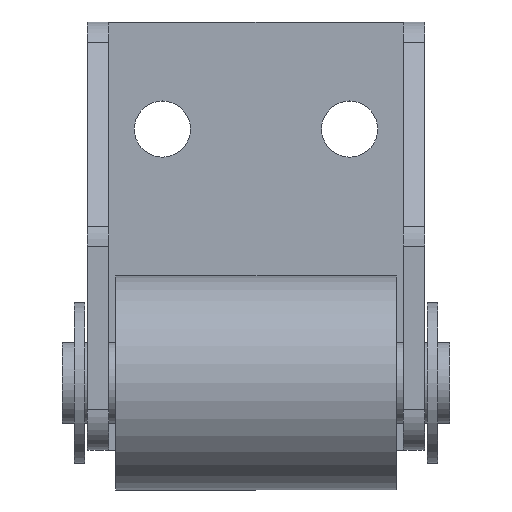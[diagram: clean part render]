
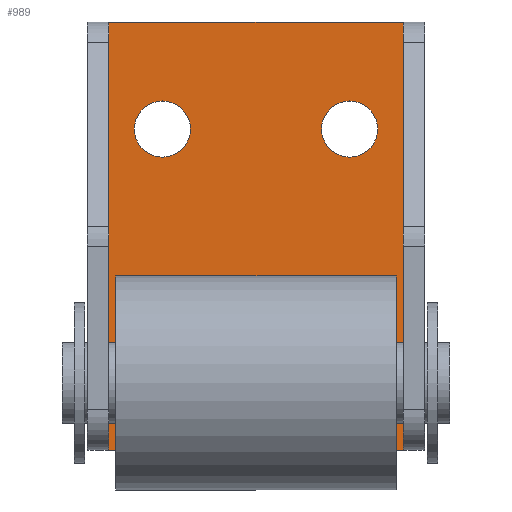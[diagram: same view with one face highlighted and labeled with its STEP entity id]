
A CAD part, top view. The second image highlights one B-rep face of the part: STEP entity #989.
In plain terms, the highlighted planar face has unit normal (0, 0, 1).
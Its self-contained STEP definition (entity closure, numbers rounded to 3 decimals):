
#202 = EDGE_LOOP ( 'NONE', ( #1284, #1337, #1338, #1258 ) ) ;
#203 = EDGE_LOOP ( 'NONE', ( #1283, #1336 ) ) ;
#204 = EDGE_LOOP ( 'NONE', ( #1282, #1268 ) ) ;
#318 = AXIS2_PLACEMENT_3D ( 'NONE', #1626, #1627, #1628 ) ;
#463 = VECTOR ( 'NONE', #1597, 1000. ) ;
#481 = VECTOR ( 'NONE', #1889, 1000. ) ;
#491 = AXIS2_PLACEMENT_3D ( 'NONE', #1914, #1915, #1916 ) ;
#492 = FACE_OUTER_BOUND ( 'NONE', #202, .T. ) ;
#522 = AXIS2_PLACEMENT_3D ( 'NONE', #1883, #1884, #1885 ) ;
#562 = VECTOR ( 'NONE', #1749, 1000. ) ;
#588 = AXIS2_PLACEMENT_3D ( 'NONE', #1699, #1700, #1701 ) ;
#609 = VECTOR ( 'NONE', #1638, 1000. ) ;
#701 = FACE_BOUND ( 'NONE', #204, .T. ) ;
#705 = AXIS2_PLACEMENT_3D ( 'NONE', #1997, #1998, #1999 ) ;
#708 = FACE_BOUND ( 'NONE', #203, .T. ) ;
#752 = EDGE_CURVE ( 'NONE', #1206, #1197, #1595, .T. ) ;
#768 = EDGE_CURVE ( 'NONE', #1212, #1203, #947, .T. ) ;
#772 = EDGE_CURVE ( 'NONE', #1184, #1206, #1636, .T. ) ;
#806 = EDGE_CURVE ( 'NONE', #1244, #1215, #1041, .T. ) ;
#825 = CIRCLE ( 'NONE', #491, 2.1 ) ;
#830 = CIRCLE ( 'NONE', #522, 2.1 ) ;
#831 = EDGE_CURVE ( 'NONE', #1184, #1217, #1747, .T. ) ;
#908 = EDGE_CURVE ( 'NONE', #1203, #1212, #830, .T. ) ;
#909 = EDGE_CURVE ( 'NONE', #1217, #1197, #1887, .T. ) ;
#925 = EDGE_CURVE ( 'NONE', #1215, #1244, #825, .T. ) ;
#947 = CIRCLE ( 'NONE', #318, 2.1 ) ;
#989 = ADVANCED_FACE ( 'NONE', ( #701, #708, #492 ), #1996, .F. ) ;
#1041 = CIRCLE ( 'NONE', #588, 2.1 ) ;
#1184 = VERTEX_POINT ( 'NONE', #2084 ) ;
#1197 = VERTEX_POINT ( 'NONE', #2097 ) ;
#1203 = VERTEX_POINT ( 'NONE', #2103 ) ;
#1206 = VERTEX_POINT ( 'NONE', #2106 ) ;
#1212 = VERTEX_POINT ( 'NONE', #2112 ) ;
#1215 = VERTEX_POINT ( 'NONE', #2115 ) ;
#1217 = VERTEX_POINT ( 'NONE', #2117 ) ;
#1244 = VERTEX_POINT ( 'NONE', #2144 ) ;
#1258 = ORIENTED_EDGE ( 'NONE', *, *, #831, .T. ) ;
#1268 = ORIENTED_EDGE ( 'NONE', *, *, #925, .F. ) ;
#1282 = ORIENTED_EDGE ( 'NONE', *, *, #806, .F. ) ;
#1283 = ORIENTED_EDGE ( 'NONE', *, *, #908, .F. ) ;
#1284 = ORIENTED_EDGE ( 'NONE', *, *, #909, .T. ) ;
#1336 = ORIENTED_EDGE ( 'NONE', *, *, #768, .F. ) ;
#1337 = ORIENTED_EDGE ( 'NONE', *, *, #752, .F. ) ;
#1338 = ORIENTED_EDGE ( 'NONE', *, *, #772, .F. ) ;
#1595 = LINE ( 'NONE', #1596, #463 ) ;
#1596 = CARTESIAN_POINT ( 'NONE',  ( 11., 27., -9. ) ) ;
#1597 = DIRECTION ( 'NONE',  ( 0., -1., 0. ) ) ;
#1626 = CARTESIAN_POINT ( 'NONE',  ( -7., 19., -9. ) ) ;
#1627 = DIRECTION ( 'NONE',  ( 0., 0., 1. ) ) ;
#1628 = DIRECTION ( 'NONE',  ( 1., 0., 0. ) ) ;
#1636 = LINE ( 'NONE', #1637, #609 ) ;
#1637 = CARTESIAN_POINT ( 'NONE',  ( 11., 27., -9. ) ) ;
#1638 = DIRECTION ( 'NONE',  ( 1., 0., 0. ) ) ;
#1699 = CARTESIAN_POINT ( 'NONE',  ( 7., 19., -9. ) ) ;
#1700 = DIRECTION ( 'NONE',  ( 0., 0., 1. ) ) ;
#1701 = DIRECTION ( 'NONE',  ( 1., 0., 0. ) ) ;
#1747 = LINE ( 'NONE', #1748, #562 ) ;
#1748 = CARTESIAN_POINT ( 'NONE',  ( -11., 27., -9. ) ) ;
#1749 = DIRECTION ( 'NONE',  ( 0., -1., 0. ) ) ;
#1883 = CARTESIAN_POINT ( 'NONE',  ( -7., 19., -9. ) ) ;
#1884 = DIRECTION ( 'NONE',  ( 0., 0., 1. ) ) ;
#1885 = DIRECTION ( 'NONE',  ( 1., 0., 0. ) ) ;
#1887 = LINE ( 'NONE', #1888, #481 ) ;
#1888 = CARTESIAN_POINT ( 'NONE',  ( 11., -5., -9. ) ) ;
#1889 = DIRECTION ( 'NONE',  ( 1., 0., 0. ) ) ;
#1914 = CARTESIAN_POINT ( 'NONE',  ( 7., 19., -9. ) ) ;
#1915 = DIRECTION ( 'NONE',  ( 0., 0., 1. ) ) ;
#1916 = DIRECTION ( 'NONE',  ( 1., 0., 0. ) ) ;
#1996 = PLANE ( 'NONE',  #705 ) ;
#1997 = CARTESIAN_POINT ( 'NONE',  ( 11., 27., -9. ) ) ;
#1998 = DIRECTION ( 'NONE',  ( 0., 0., -1. ) ) ;
#1999 = DIRECTION ( 'NONE',  ( -1., 0., 0. ) ) ;
#2084 = CARTESIAN_POINT ( 'NONE',  ( -11., 27., -9. ) ) ;
#2097 = CARTESIAN_POINT ( 'NONE',  ( 11., -5., -9. ) ) ;
#2103 = CARTESIAN_POINT ( 'NONE',  ( -4.9, 19., -9. ) ) ;
#2106 = CARTESIAN_POINT ( 'NONE',  ( 11., 27., -9. ) ) ;
#2112 = CARTESIAN_POINT ( 'NONE',  ( -9.1, 19., -9. ) ) ;
#2115 = CARTESIAN_POINT ( 'NONE',  ( 4.9, 19., -9. ) ) ;
#2117 = CARTESIAN_POINT ( 'NONE',  ( -11., -5., -9. ) ) ;
#2144 = CARTESIAN_POINT ( 'NONE',  ( 9.1, 19., -9. ) ) ;
